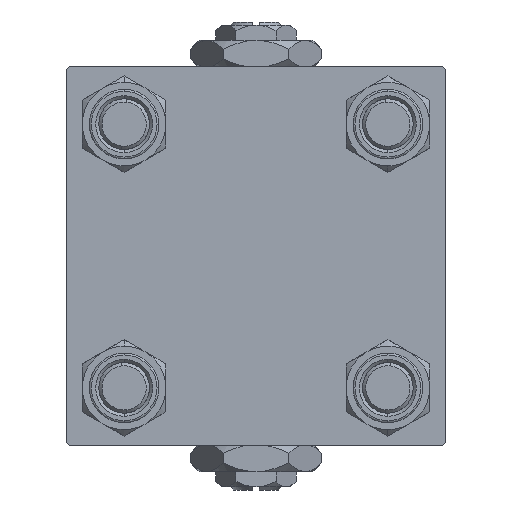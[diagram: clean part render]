
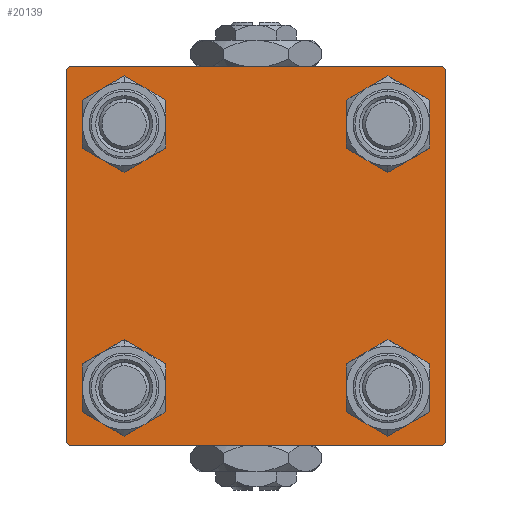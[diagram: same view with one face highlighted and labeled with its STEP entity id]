
A CAD part, left-side view. The second image highlights one B-rep face of the part: STEP entity #20139.
In plain terms, the highlighted planar face has unit normal (-1, 0, 0).
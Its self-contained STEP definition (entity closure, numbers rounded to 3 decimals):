
#477 = EDGE_CURVE ( 'NONE', #35636, #31447, #46109, .T. ) ;
#743 = ORIENTED_EDGE ( 'NONE', *, *, #11837, .T. ) ;
#790 = CARTESIAN_POINT ( 'NONE',  ( 0., -20.85, -25.35 ) ) ;
#1101 = DIRECTION ( 'NONE',  ( 1., 0., 0. ) ) ;
#1329 = VERTEX_POINT ( 'NONE', #790 ) ;
#1581 = VERTEX_POINT ( 'NONE', #11139 ) ;
#2111 = CARTESIAN_POINT ( 'NONE',  ( 0., 20.85, -20.85 ) ) ;
#2126 = CARTESIAN_POINT ( 'NONE',  ( 0., 29.5, 30. ) ) ;
#2160 = CARTESIAN_POINT ( 'NONE',  ( 0., 30., 29.5 ) ) ;
#2187 = VERTEX_POINT ( 'NONE', #25146 ) ;
#2781 = EDGE_CURVE ( 'NONE', #6329, #20534, #35057, .T. ) ;
#3090 = FACE_BOUND ( 'NONE', #50022, .T. ) ;
#3343 = PLANE ( 'NONE',  #28032 ) ;
#4092 = ORIENTED_EDGE ( 'NONE', *, *, #8048, .T. ) ;
#4101 = CARTESIAN_POINT ( 'NONE',  ( 0., 30., 30. ) ) ;
#4347 = ORIENTED_EDGE ( 'NONE', *, *, #19798, .T. ) ;
#5077 = DIRECTION ( 'NONE',  ( 1., 0., 0. ) ) ;
#5086 = CARTESIAN_POINT ( 'NONE',  ( 0., 20.85, 20.85 ) ) ;
#5433 = CARTESIAN_POINT ( 'NONE',  ( 0., -20.85, 16.35 ) ) ;
#5985 = CARTESIAN_POINT ( 'NONE',  ( 0., 30., -29.5 ) ) ;
#6138 = EDGE_CURVE ( 'NONE', #22608, #2187, #19081, .T. ) ;
#6329 = VERTEX_POINT ( 'NONE', #33013 ) ;
#6713 = CARTESIAN_POINT ( 'NONE',  ( 0., -20.85, 20.85 ) ) ;
#6890 = AXIS2_PLACEMENT_3D ( 'NONE', #6713, #47545, #39542 ) ;
#7041 = DIRECTION ( 'NONE',  ( 0., 0.707, -0.707 ) ) ;
#7595 = DIRECTION ( 'NONE',  ( 0., 0., 1. ) ) ;
#7862 = AXIS2_PLACEMENT_3D ( 'NONE', #37210, #50260, #21445 ) ;
#8048 = EDGE_CURVE ( 'NONE', #42914, #1581, #38608, .T. ) ;
#8288 = EDGE_CURVE ( 'NONE', #1581, #42914, #45414, .T. ) ;
#8548 = CARTESIAN_POINT ( 'NONE',  ( 0., -20.85, -20.85 ) ) ;
#8573 = ORIENTED_EDGE ( 'NONE', *, *, #11906, .T. ) ;
#8627 = LINE ( 'NONE', #4101, #8733 ) ;
#8733 = VECTOR ( 'NONE', #29456, 1000. ) ;
#9136 = DIRECTION ( 'NONE',  ( 1., 0., 0. ) ) ;
#10053 = CARTESIAN_POINT ( 'NONE',  ( 0., -29.5, -30. ) ) ;
#10576 = EDGE_LOOP ( 'NONE', ( #13284, #44288 ) ) ;
#10943 = DIRECTION ( 'NONE',  ( 0., -1., 0. ) ) ;
#11070 = ORIENTED_EDGE ( 'NONE', *, *, #48596, .F. ) ;
#11139 = CARTESIAN_POINT ( 'NONE',  ( 0., 20.85, 25.35 ) ) ;
#11603 = LINE ( 'NONE', #24116, #18939 ) ;
#11837 = EDGE_CURVE ( 'NONE', #34229, #12381, #44397, .T. ) ;
#11906 = EDGE_CURVE ( 'NONE', #12381, #37607, #8627, .T. ) ;
#12381 = VERTEX_POINT ( 'NONE', #2160 ) ;
#13059 = EDGE_CURVE ( 'NONE', #49666, #1329, #24050, .T. ) ;
#13284 = ORIENTED_EDGE ( 'NONE', *, *, #13059, .T. ) ;
#13760 = AXIS2_PLACEMENT_3D ( 'NONE', #47867, #19055, #27598 ) ;
#13848 = LINE ( 'NONE', #34918, #18239 ) ;
#13984 = ORIENTED_EDGE ( 'NONE', *, *, #29164, .T. ) ;
#14163 = VERTEX_POINT ( 'NONE', #24869 ) ;
#14864 = ORIENTED_EDGE ( 'NONE', *, *, #477, .T. ) ;
#15096 = FACE_BOUND ( 'NONE', #34280, .T. ) ;
#15887 = FACE_OUTER_BOUND ( 'NONE', #19035, .T. ) ;
#15964 = ORIENTED_EDGE ( 'NONE', *, *, #33690, .T. ) ;
#16598 = DIRECTION ( 'NONE',  ( 0., 0., 1. ) ) ;
#17251 = ORIENTED_EDGE ( 'NONE', *, *, #40935, .T. ) ;
#17547 = CARTESIAN_POINT ( 'NONE',  ( 0., -20.85, -16.35 ) ) ;
#18148 = AXIS2_PLACEMENT_3D ( 'NONE', #51534, #27800, #43536 ) ;
#18239 = VECTOR ( 'NONE', #42910, 1000. ) ;
#18450 = CARTESIAN_POINT ( 'NONE',  ( 0., 20.85, 16.35 ) ) ;
#18517 = DIRECTION ( 'NONE',  ( 0., 0.707, 0.707 ) ) ;
#18939 = VECTOR ( 'NONE', #40147, 1000. ) ;
#19035 = EDGE_LOOP ( 'NONE', ( #8573, #17251, #4347, #15964, #11070, #42604, #35846, #743 ) ) ;
#19055 = DIRECTION ( 'NONE',  ( 1., 0., 0. ) ) ;
#19081 = CIRCLE ( 'NONE', #49752, 4.5 ) ;
#19355 = AXIS2_PLACEMENT_3D ( 'NONE', #8548, #5077, #37631 ) ;
#19594 = CARTESIAN_POINT ( 'NONE',  ( 0., 0., 0. ) ) ;
#19798 = EDGE_CURVE ( 'NONE', #36430, #35389, #52276, .T. ) ;
#20139 = ADVANCED_FACE ( 'NONE', ( #15096, #43903, #36157, #3090, #15887 ), #3343, .T. ) ;
#20534 = VERTEX_POINT ( 'NONE', #24469 ) ;
#21445 = DIRECTION ( 'NONE',  ( 0., 0., 1. ) ) ;
#22608 = VERTEX_POINT ( 'NONE', #45708 ) ;
#23986 = DIRECTION ( 'NONE',  ( 0., -0.707, -0.707 ) ) ;
#24050 = CIRCLE ( 'NONE', #7862, 4.5 ) ;
#24116 = CARTESIAN_POINT ( 'NONE',  ( 0., 30., 30. ) ) ;
#24469 = CARTESIAN_POINT ( 'NONE',  ( 0., -29.5, 30. ) ) ;
#24869 = CARTESIAN_POINT ( 'NONE',  ( 0., -30., -29.5 ) ) ;
#25146 = CARTESIAN_POINT ( 'NONE',  ( 0., 20.85, -16.35 ) ) ;
#27598 = DIRECTION ( 'NONE',  ( 0., 0., 1. ) ) ;
#27800 = DIRECTION ( 'NONE',  ( 1., 0., 0. ) ) ;
#28032 = AXIS2_PLACEMENT_3D ( 'NONE', #19594, #35890, #7595 ) ;
#29164 = EDGE_CURVE ( 'NONE', #31447, #35636, #49515, .T. ) ;
#29456 = DIRECTION ( 'NONE',  ( 0., 0., -1. ) ) ;
#29646 = DIRECTION ( 'NONE',  ( 0., 0., 1. ) ) ;
#30254 = VECTOR ( 'NONE', #23986, 1000. ) ;
#30716 = CARTESIAN_POINT ( 'NONE',  ( 0., 30., -30. ) ) ;
#31447 = VERTEX_POINT ( 'NONE', #5433 ) ;
#31700 = EDGE_CURVE ( 'NONE', #34229, #20534, #11603, .T. ) ;
#31952 = VECTOR ( 'NONE', #18517, 1000. ) ;
#32763 = ORIENTED_EDGE ( 'NONE', *, *, #35474, .T. ) ;
#33013 = CARTESIAN_POINT ( 'NONE',  ( 0., -30., 29.5 ) ) ;
#33511 = AXIS2_PLACEMENT_3D ( 'NONE', #5086, #1101, #29646 ) ;
#33690 = EDGE_CURVE ( 'NONE', #35389, #14163, #36607, .T. ) ;
#34229 = VERTEX_POINT ( 'NONE', #2126 ) ;
#34280 = EDGE_LOOP ( 'NONE', ( #14864, #13984 ) ) ;
#34918 = CARTESIAN_POINT ( 'NONE',  ( 0., -30., 30. ) ) ;
#35057 = LINE ( 'NONE', #38804, #31952 ) ;
#35389 = VERTEX_POINT ( 'NONE', #10053 ) ;
#35474 = EDGE_CURVE ( 'NONE', #2187, #22608, #41253, .T. ) ;
#35636 = VERTEX_POINT ( 'NONE', #36810 ) ;
#35846 = ORIENTED_EDGE ( 'NONE', *, *, #31700, .F. ) ;
#35890 = DIRECTION ( 'NONE',  ( -1., 0., 0. ) ) ;
#36157 = FACE_BOUND ( 'NONE', #41244, .T. ) ;
#36430 = VERTEX_POINT ( 'NONE', #45162 ) ;
#36607 = LINE ( 'NONE', #39570, #38650 ) ;
#36810 = CARTESIAN_POINT ( 'NONE',  ( 0., -20.85, 25.35 ) ) ;
#37210 = CARTESIAN_POINT ( 'NONE',  ( 0., -20.85, -20.85 ) ) ;
#37607 = VERTEX_POINT ( 'NONE', #5985 ) ;
#37631 = DIRECTION ( 'NONE',  ( 0., 0., 1. ) ) ;
#37751 = ORIENTED_EDGE ( 'NONE', *, *, #8288, .T. ) ;
#38608 = CIRCLE ( 'NONE', #18148, 4.5 ) ;
#38650 = VECTOR ( 'NONE', #44893, 1000. ) ;
#38684 = VECTOR ( 'NONE', #7041, 1000. ) ;
#38804 = CARTESIAN_POINT ( 'NONE',  ( 0., -29.75, 29.75 ) ) ;
#39523 = AXIS2_PLACEMENT_3D ( 'NONE', #41429, #9136, #16598 ) ;
#39542 = DIRECTION ( 'NONE',  ( 0., 0., 1. ) ) ;
#39570 = CARTESIAN_POINT ( 'NONE',  ( 0., -29.75, -29.75 ) ) ;
#40147 = DIRECTION ( 'NONE',  ( 0., -1., 0. ) ) ;
#40935 = EDGE_CURVE ( 'NONE', #37607, #36430, #44273, .T. ) ;
#41244 = EDGE_LOOP ( 'NONE', ( #32763, #46242 ) ) ;
#41253 = CIRCLE ( 'NONE', #39523, 4.5 ) ;
#41429 = CARTESIAN_POINT ( 'NONE',  ( 0., 20.85, -20.85 ) ) ;
#42386 = CIRCLE ( 'NONE', #19355, 4.5 ) ;
#42604 = ORIENTED_EDGE ( 'NONE', *, *, #2781, .T. ) ;
#42648 = DIRECTION ( 'NONE',  ( 0., 0., 1. ) ) ;
#42910 = DIRECTION ( 'NONE',  ( 0., 0., -1. ) ) ;
#42914 = VERTEX_POINT ( 'NONE', #18450 ) ;
#43536 = DIRECTION ( 'NONE',  ( 0., 0., 1. ) ) ;
#43745 = CARTESIAN_POINT ( 'NONE',  ( 0., 29.75, -29.75 ) ) ;
#43903 = FACE_BOUND ( 'NONE', #10576, .T. ) ;
#44273 = LINE ( 'NONE', #43745, #30254 ) ;
#44288 = ORIENTED_EDGE ( 'NONE', *, *, #47303, .T. ) ;
#44397 = LINE ( 'NONE', #52394, #38684 ) ;
#44893 = DIRECTION ( 'NONE',  ( 0., -0.707, 0.707 ) ) ;
#45162 = CARTESIAN_POINT ( 'NONE',  ( 0., 29.5, -30. ) ) ;
#45414 = CIRCLE ( 'NONE', #33511, 4.5 ) ;
#45708 = CARTESIAN_POINT ( 'NONE',  ( 0., 20.85, -25.35 ) ) ;
#46109 = CIRCLE ( 'NONE', #6890, 4.5 ) ;
#46242 = ORIENTED_EDGE ( 'NONE', *, *, #6138, .T. ) ;
#47303 = EDGE_CURVE ( 'NONE', #1329, #49666, #42386, .T. ) ;
#47545 = DIRECTION ( 'NONE',  ( 1., 0., 0. ) ) ;
#47867 = CARTESIAN_POINT ( 'NONE',  ( 0., -20.85, 20.85 ) ) ;
#48596 = EDGE_CURVE ( 'NONE', #6329, #14163, #13848, .T. ) ;
#49515 = CIRCLE ( 'NONE', #13760, 4.5 ) ;
#49666 = VERTEX_POINT ( 'NONE', #17547 ) ;
#49752 = AXIS2_PLACEMENT_3D ( 'NONE', #2111, #50125, #42648 ) ;
#50022 = EDGE_LOOP ( 'NONE', ( #37751, #4092 ) ) ;
#50125 = DIRECTION ( 'NONE',  ( 1., 0., 0. ) ) ;
#50191 = VECTOR ( 'NONE', #10943, 1000. ) ;
#50260 = DIRECTION ( 'NONE',  ( 1., 0., 0. ) ) ;
#51534 = CARTESIAN_POINT ( 'NONE',  ( 0., 20.85, 20.85 ) ) ;
#52276 = LINE ( 'NONE', #30716, #50191 ) ;
#52394 = CARTESIAN_POINT ( 'NONE',  ( 0., 29.75, 29.75 ) ) ;
